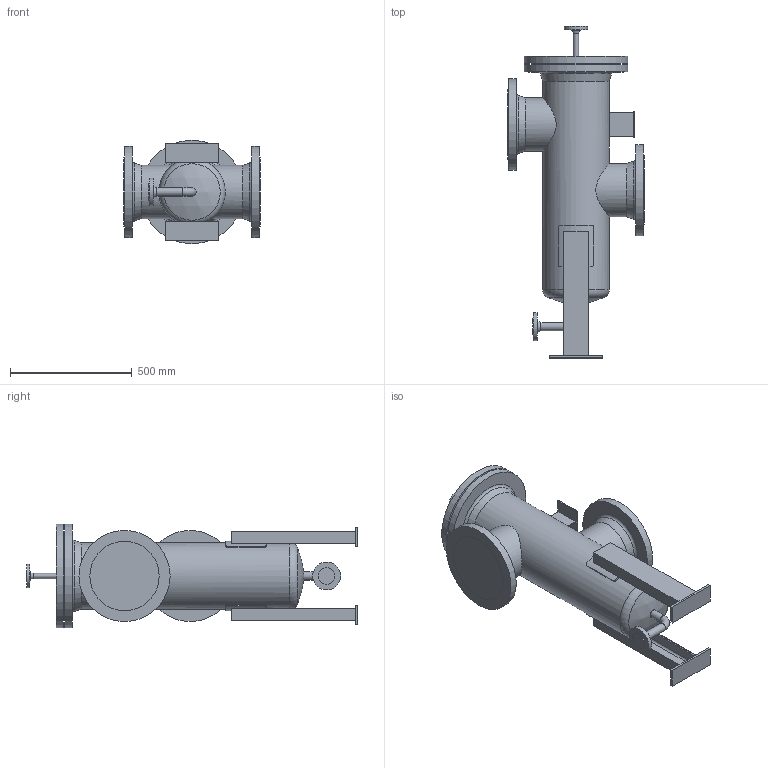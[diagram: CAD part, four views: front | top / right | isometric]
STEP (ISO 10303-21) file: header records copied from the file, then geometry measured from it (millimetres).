
FILE_DESCRIPTION(/* description */ ('','CAx-IF Rec.Pracs.---Representation and Presentation of Product Manufacturing Information (PMI)---4.0---2014-10-13'),/* implementation_level */ '2;1');
FILE_NAME(/* name */ 'VM-KLS-DN200_Shrinkwrap_1.stp',/* time_stamp */ '2023-11-29T14:40:38+02:00',/* author */ ('Jussi Niemi'),/* organization */ ('Viitos-Metalli Oy'),/* preprocessor_version */ 'ST-DEVELOPER v17',/* originating_system */ 'Autodesk Inventor 2019',/* authorisation */ '');
FILE_SCHEMA (('AP242_MANAGED_MODEL_BASED_3D_ENGINEERING_MIM_LF { 1 0 10303 442 1 1 4 }'));
Length unit declared in the file: millimetre
Products named in the file (1): KL-suodatin DN200_Shrinkwrap_1
Bounding box: 560 x 1365 x 425 mm (x, y, z)
Volume: 83133541.1 mm3; surface area: 2375293.9 mm2
Topology: 4 solids, 4 shells, 1097 faces, 2994 edges, 2011 vertices
Faces by surface type: plane 719, bspline 317, cylinder 48, torus 7, cone 5, sphere 1
Full cylindrical faces by diameter (mm): 21.3 x1, 33.7 x2, 45 x1, 68 x1, 95 x1, 115 x1, 219.1 x2, 273 x1, 285 x2, 335 x1, 375 x2, 425 x2
Entity records: 37875 total; most frequent: CARTESIAN_POINT 10872, ORIENTED_EDGE 6004, DIRECTION 4064, EDGE_CURVE 3002, LINE 2192, VECTOR 2192, VERTEX_POINT 2019, EDGE_LOOP 1203
